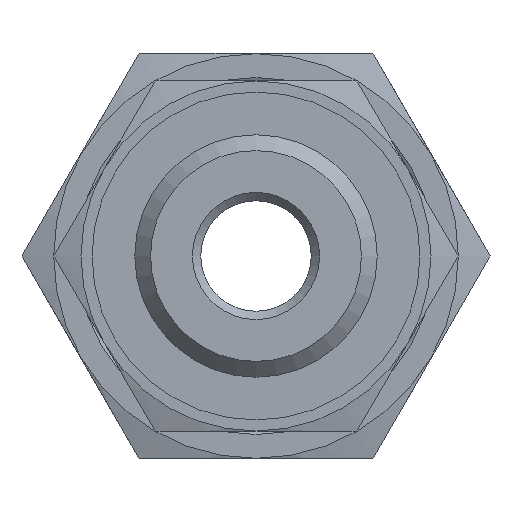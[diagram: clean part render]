
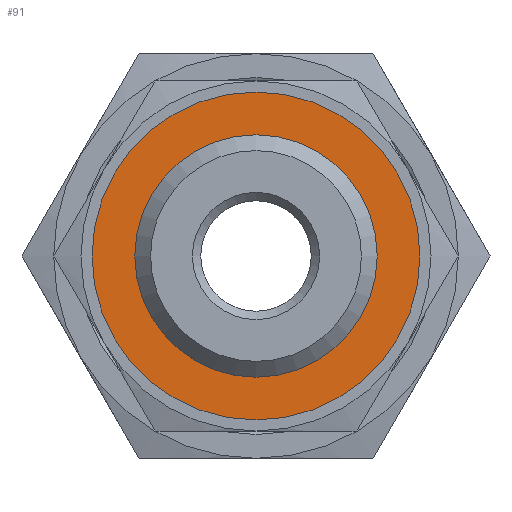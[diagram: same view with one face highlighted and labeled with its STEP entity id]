
A CAD part, left-side view. The second image highlights one B-rep face of the part: STEP entity #91.
In plain terms, the highlighted planar face has unit normal (-1, 0, 0).
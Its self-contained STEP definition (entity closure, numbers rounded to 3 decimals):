
#91 = ADVANCED_FACE( '', ( #164, #165 ), #166, .T. );
#164 = FACE_BOUND( '', #287, .T. );
#165 = FACE_OUTER_BOUND( '', #288, .T. );
#166 = PLANE( '', #289 );
#287 = EDGE_LOOP( '', ( #481 ) );
#288 = EDGE_LOOP( '', ( #482 ) );
#289 = AXIS2_PLACEMENT_3D( '', #483, #484, #485 );
#481 = ORIENTED_EDGE( '', *, *, #731, .T. );
#482 = ORIENTED_EDGE( '', *, *, #732, .F. );
#483 = CARTESIAN_POINT( '', ( 12., 8.9, 0. ) );
#484 = DIRECTION( '', ( -1., 0., 0. ) );
#485 = DIRECTION( '', ( 0., 0., 1. ) );
#731 = EDGE_CURVE( '', #854, #854, #855, .T. );
#732 = EDGE_CURVE( '', #856, #856, #857, .T. );
#854 = VERTEX_POINT( '', #1177 );
#855 = CIRCLE( '', #1178, 6.144 );
#856 = VERTEX_POINT( '', #1179 );
#857 = CIRCLE( '', #1180, 8.9 );
#1177 = CARTESIAN_POINT( '', ( 12., 0., -6.144 ) );
#1178 = AXIS2_PLACEMENT_3D( '', #1319, #1320, #1321 );
#1179 = CARTESIAN_POINT( '', ( 12., 0., -8.9 ) );
#1180 = AXIS2_PLACEMENT_3D( '', #1322, #1323, #1324 );
#1319 = CARTESIAN_POINT( '', ( 12., 0., 0. ) );
#1320 = DIRECTION( '', ( 1., 0., 0. ) );
#1321 = DIRECTION( '', ( 0., 0., -1. ) );
#1322 = CARTESIAN_POINT( '', ( 12., 0., 0. ) );
#1323 = DIRECTION( '', ( 1., 0., 0. ) );
#1324 = DIRECTION( '', ( 0., 0., -1. ) );
